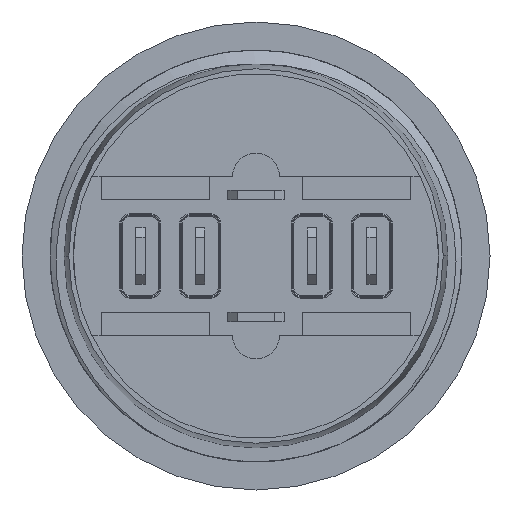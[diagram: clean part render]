
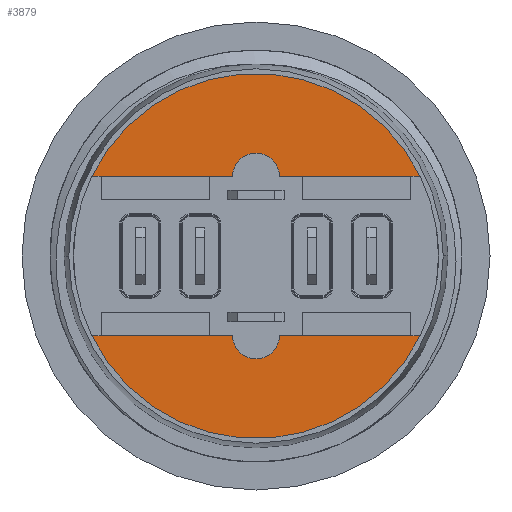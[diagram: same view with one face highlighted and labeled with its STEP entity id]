
A CAD part, front view. The second image highlights one B-rep face of the part: STEP entity #3879.
In plain terms, the highlighted planar face has unit normal (0, -1, 0).
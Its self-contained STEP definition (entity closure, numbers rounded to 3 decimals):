
#7 = CIRCLE ( 'NONE', #8321, 9.75 ) ;
#599 = LINE ( 'NONE', #10606, #10119 ) ;
#602 = CIRCLE ( 'NONE', #10147, 9.805 ) ;
#648 = DIRECTION ( 'NONE',  ( 0., 1., 0. ) ) ;
#686 = CARTESIAN_POINT ( 'NONE',  ( 0., 0.5, 0. ) ) ;
#733 = CIRCLE ( 'NONE', #9902, 1.25 ) ;
#767 = DIRECTION ( 'NONE',  ( 0., -1., 0. ) ) ;
#769 = DIRECTION ( 'NONE',  ( -1., 0., 0. ) ) ;
#879 = CARTESIAN_POINT ( 'NONE',  ( -9.75, 0.5, 0. ) ) ;
#1009 = VECTOR ( 'NONE', #10225, 1000. ) ;
#1226 = DIRECTION ( 'NONE',  ( 1., 0., 0. ) ) ;
#1283 = CARTESIAN_POINT ( 'NONE',  ( 9.805, 0.5, 0. ) ) ;
#1285 = CARTESIAN_POINT ( 'NONE',  ( -8.775, 0.5, 4.25 ) ) ;
#1460 = FACE_OUTER_BOUND ( 'NONE', #2183, .T. ) ;
#1588 = AXIS2_PLACEMENT_3D ( 'NONE', #3257, #7489, #4749 ) ;
#1630 = CARTESIAN_POINT ( 'NONE',  ( 0., 0.5, 0. ) ) ;
#1650 = EDGE_CURVE ( 'NONE', #10473, #5805, #602, .T. ) ;
#1659 = ORIENTED_EDGE ( 'NONE', *, *, #5027, .F. ) ;
#1748 = CARTESIAN_POINT ( 'NONE',  ( 1.25, 0.5, -4.25 ) ) ;
#1857 = VERTEX_POINT ( 'NONE', #2753 ) ;
#1867 = AXIS2_PLACEMENT_3D ( 'NONE', #4109, #767, #9222 ) ;
#2019 = ORIENTED_EDGE ( 'NONE', *, *, #10563, .F. ) ;
#2026 = LINE ( 'NONE', #7911, #2214 ) ;
#2183 = EDGE_LOOP ( 'NONE', ( #5260, #1659 ) ) ;
#2214 = VECTOR ( 'NONE', #6985, 1000. ) ;
#2294 = VERTEX_POINT ( 'NONE', #6086 ) ;
#2400 = EDGE_CURVE ( 'NONE', #8366, #8403, #2026, .T. ) ;
#2753 = CARTESIAN_POINT ( 'NONE',  ( 8.775, 0.5, -4.25 ) ) ;
#2987 = CIRCLE ( 'NONE', #1588, 1.25 ) ;
#3257 = CARTESIAN_POINT ( 'NONE',  ( 0., 0.5, 4.25 ) ) ;
#3265 = EDGE_CURVE ( 'NONE', #8403, #5088, #7020, .T. ) ;
#3583 = ORIENTED_EDGE ( 'NONE', *, *, #5781, .F. ) ;
#3659 = EDGE_CURVE ( 'NONE', #7838, #1857, #4235, .T. ) ;
#3721 = CIRCLE ( 'NONE', #4974, 9.75 ) ;
#3816 = AXIS2_PLACEMENT_3D ( 'NONE', #7452, #648, #3992 ) ;
#3870 = DIRECTION ( 'NONE',  ( 0., -1., 0. ) ) ;
#3879 = ADVANCED_FACE ( 'NONE', ( #9056, #1460 ), #4828, .F. ) ;
#3911 = EDGE_CURVE ( 'NONE', #6399, #2294, #4390, .T. ) ;
#3992 = DIRECTION ( 'NONE',  ( -1., 0., 0. ) ) ;
#4109 = CARTESIAN_POINT ( 'NONE',  ( 0., 0.5, 0. ) ) ;
#4156 = CARTESIAN_POINT ( 'NONE',  ( -8.775, 0.5, -4.25 ) ) ;
#4235 = LINE ( 'NONE', #1748, #1009 ) ;
#4390 = LINE ( 'NONE', #7669, #8961 ) ;
#4392 = CARTESIAN_POINT ( 'NONE',  ( -1.25, 0.5, -4.25 ) ) ;
#4402 = ORIENTED_EDGE ( 'NONE', *, *, #5327, .F. ) ;
#4749 = DIRECTION ( 'NONE',  ( 1., 0., 0. ) ) ;
#4828 = PLANE ( 'NONE',  #3816 ) ;
#4974 = AXIS2_PLACEMENT_3D ( 'NONE', #5716, #9097, #8273 ) ;
#5027 = EDGE_CURVE ( 'NONE', #5805, #10473, #6024, .T. ) ;
#5088 = VERTEX_POINT ( 'NONE', #879 ) ;
#5260 = ORIENTED_EDGE ( 'NONE', *, *, #1650, .F. ) ;
#5327 = EDGE_CURVE ( 'NONE', #1857, #6399, #7, .T. ) ;
#5716 = CARTESIAN_POINT ( 'NONE',  ( 0., 0.5, 0. ) ) ;
#5781 = EDGE_CURVE ( 'NONE', #7914, #7838, #733, .T. ) ;
#5805 = VERTEX_POINT ( 'NONE', #1283 ) ;
#5876 = EDGE_CURVE ( 'NONE', #2294, #8366, #2987, .T. ) ;
#6024 = CIRCLE ( 'NONE', #10418, 9.805 ) ;
#6086 = CARTESIAN_POINT ( 'NONE',  ( 1.25, 0.5, 4.25 ) ) ;
#6276 = ORIENTED_EDGE ( 'NONE', *, *, #2400, .F. ) ;
#6399 = VERTEX_POINT ( 'NONE', #6751 ) ;
#6589 = ORIENTED_EDGE ( 'NONE', *, *, #5876, .F. ) ;
#6644 = EDGE_LOOP ( 'NONE', ( #4402, #10132, #3583, #2019, #9473, #6991, #6276, #6589, #9079 ) ) ;
#6751 = CARTESIAN_POINT ( 'NONE',  ( 8.775, 0.5, 4.25 ) ) ;
#6985 = DIRECTION ( 'NONE',  ( -1., 0., 0. ) ) ;
#6991 = ORIENTED_EDGE ( 'NONE', *, *, #3265, .F. ) ;
#7020 = CIRCLE ( 'NONE', #1867, 9.75 ) ;
#7138 = DIRECTION ( 'NONE',  ( 1., 0., 0. ) ) ;
#7152 = EDGE_CURVE ( 'NONE', #5088, #8206, #3721, .T. ) ;
#7314 = DIRECTION ( 'NONE',  ( 0., 1., 0. ) ) ;
#7452 = CARTESIAN_POINT ( 'NONE',  ( 0., 0.5, 0. ) ) ;
#7489 = DIRECTION ( 'NONE',  ( 0., -1., 0. ) ) ;
#7669 = CARTESIAN_POINT ( 'NONE',  ( 1.25, 0.5, 4.25 ) ) ;
#7783 = DIRECTION ( 'NONE',  ( -1., 0., 0. ) ) ;
#7838 = VERTEX_POINT ( 'NONE', #9187 ) ;
#7892 = CARTESIAN_POINT ( 'NONE',  ( 0., 0.5, 0. ) ) ;
#7911 = CARTESIAN_POINT ( 'NONE',  ( -8.775, 0.5, 4.25 ) ) ;
#7914 = VERTEX_POINT ( 'NONE', #4392 ) ;
#7946 = DIRECTION ( 'NONE',  ( 1., 0., 0. ) ) ;
#8106 = DIRECTION ( 'NONE',  ( 0., -1., 0. ) ) ;
#8206 = VERTEX_POINT ( 'NONE', #4156 ) ;
#8273 = DIRECTION ( 'NONE',  ( 1., 0., 0. ) ) ;
#8321 = AXIS2_PLACEMENT_3D ( 'NONE', #7892, #3870, #7946 ) ;
#8366 = VERTEX_POINT ( 'NONE', #8762 ) ;
#8403 = VERTEX_POINT ( 'NONE', #1285 ) ;
#8761 = CARTESIAN_POINT ( 'NONE',  ( 0., 0.5, -4.25 ) ) ;
#8762 = CARTESIAN_POINT ( 'NONE',  ( -1.25, 0.5, 4.25 ) ) ;
#8961 = VECTOR ( 'NONE', #7783, 1000. ) ;
#9056 = FACE_BOUND ( 'NONE', #6644, .T. ) ;
#9058 = DIRECTION ( 'NONE',  ( 0., 1., 0. ) ) ;
#9079 = ORIENTED_EDGE ( 'NONE', *, *, #3911, .F. ) ;
#9097 = DIRECTION ( 'NONE',  ( 0., -1., 0. ) ) ;
#9187 = CARTESIAN_POINT ( 'NONE',  ( 1.25, 0.5, -4.25 ) ) ;
#9222 = DIRECTION ( 'NONE',  ( 1., 0., 0. ) ) ;
#9473 = ORIENTED_EDGE ( 'NONE', *, *, #7152, .F. ) ;
#9801 = DIRECTION ( 'NONE',  ( -1., 0., 0. ) ) ;
#9902 = AXIS2_PLACEMENT_3D ( 'NONE', #8761, #8106, #1226 ) ;
#10119 = VECTOR ( 'NONE', #7138, 1000. ) ;
#10132 = ORIENTED_EDGE ( 'NONE', *, *, #3659, .F. ) ;
#10147 = AXIS2_PLACEMENT_3D ( 'NONE', #686, #7314, #9801 ) ;
#10157 = CARTESIAN_POINT ( 'NONE',  ( -9.805, 0.5, 0. ) ) ;
#10225 = DIRECTION ( 'NONE',  ( 1., 0., 0. ) ) ;
#10418 = AXIS2_PLACEMENT_3D ( 'NONE', #1630, #9058, #769 ) ;
#10473 = VERTEX_POINT ( 'NONE', #10157 ) ;
#10563 = EDGE_CURVE ( 'NONE', #8206, #7914, #599, .T. ) ;
#10606 = CARTESIAN_POINT ( 'NONE',  ( -8.775, 0.5, -4.25 ) ) ;
